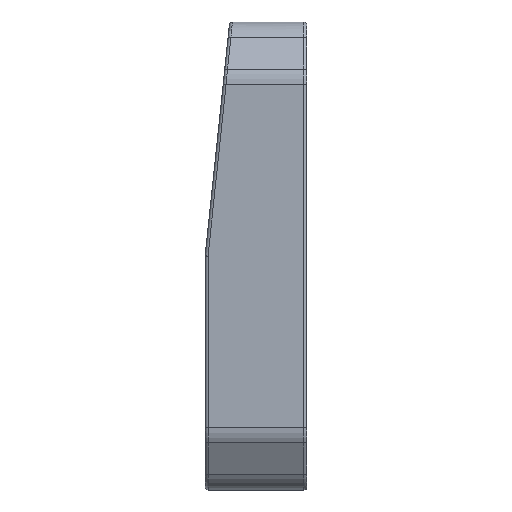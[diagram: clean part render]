
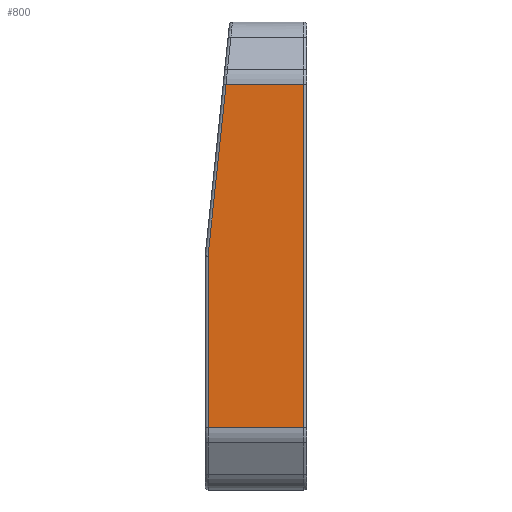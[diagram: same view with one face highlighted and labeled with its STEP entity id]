
A CAD part, left-side view. The second image highlights one B-rep face of the part: STEP entity #800.
In plain terms, the highlighted planar face has unit normal (-1, 0, 0).
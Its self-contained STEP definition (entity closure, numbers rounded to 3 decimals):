
#34 = CARTESIAN_POINT ( 'NONE',  ( -82.812, -3.6, 29.327 ) ) ;
#54 = DIRECTION ( 'NONE',  ( 0., -1., 0. ) ) ;
#143 = CARTESIAN_POINT ( 'NONE',  ( -82.812, -3.6, -29.327 ) ) ;
#148 = CARTESIAN_POINT ( 'NONE',  ( -82.812, 12.803, -0.052 ) ) ;
#151 = VERTEX_POINT ( 'NONE', #1039 ) ;
#352 = DIRECTION ( 'NONE',  ( 0., 0.105, -0.995 ) ) ;
#400 = FACE_OUTER_BOUND ( 'NONE', #1723, .T. ) ;
#410 = VERTEX_POINT ( 'NONE', #34 ) ;
#444 = VECTOR ( 'NONE', #870, 1000. ) ;
#453 = VERTEX_POINT ( 'NONE', #143 ) ;
#566 = EDGE_CURVE ( 'NONE', #151, #453, #1253, .T. ) ;
#656 = CARTESIAN_POINT ( 'NONE',  ( -82.812, 12.8, -0.026 ) ) ;
#745 = ORIENTED_EDGE ( 'NONE', *, *, #566, .T. ) ;
#800 = ADVANCED_FACE ( 'NONE', ( #400 ), #813, .F. ) ;
#813 = PLANE ( 'NONE',  #1838 ) ;
#870 = DIRECTION ( 'NONE',  ( 0., 0., -1. ) ) ;
#984 = VECTOR ( 'NONE', #1421, 1000. ) ;
#1039 = CARTESIAN_POINT ( 'NONE',  ( -82.812, 12.8, -29.327 ) ) ;
#1158 = LINE ( 'NONE', #1689, #1986 ) ;
#1215 = EDGE_CURVE ( 'NONE', #2000, #410, #2166, .T. ) ;
#1228 = CARTESIAN_POINT ( 'NONE',  ( -82.812, 13.3, 29.327 ) ) ;
#1253 = LINE ( 'NONE', #1599, #984 ) ;
#1260 = CARTESIAN_POINT ( 'NONE',  ( -82.812, 12.8, -29.327 ) ) ;
#1324 = EDGE_CURVE ( 'NONE', #2354, #151, #1445, .T. ) ;
#1370 = CARTESIAN_POINT ( 'NONE',  ( -82.812, 13.3, 0. ) ) ;
#1421 = DIRECTION ( 'NONE',  ( 0., -1., 0. ) ) ;
#1427 = LINE ( 'NONE', #148, #2034 ) ;
#1445 = LINE ( 'NONE', #1260, #444 ) ;
#1599 = CARTESIAN_POINT ( 'NONE',  ( -82.812, 13.3, -29.327 ) ) ;
#1603 = ORIENTED_EDGE ( 'NONE', *, *, #1324, .T. ) ;
#1604 = CARTESIAN_POINT ( 'NONE',  ( -82.812, 9.715, 29.327 ) ) ;
#1689 = CARTESIAN_POINT ( 'NONE',  ( -82.812, -3.6, 0. ) ) ;
#1704 = DIRECTION ( 'NONE',  ( 1., 0., 0. ) ) ;
#1717 = DIRECTION ( 'NONE',  ( 0., 0., -1. ) ) ;
#1723 = EDGE_LOOP ( 'NONE', ( #745, #1850, #2201, #2284, #1603 ) ) ;
#1838 = AXIS2_PLACEMENT_3D ( 'NONE', #1370, #1704, #1717 ) ;
#1850 = ORIENTED_EDGE ( 'NONE', *, *, #2269, .T. ) ;
#1986 = VECTOR ( 'NONE', #2439, 1000. ) ;
#2000 = VERTEX_POINT ( 'NONE', #1604 ) ;
#2034 = VECTOR ( 'NONE', #352, 1000. ) ;
#2093 = EDGE_CURVE ( 'NONE', #2000, #2354, #1427, .T. ) ;
#2166 = LINE ( 'NONE', #1228, #2265 ) ;
#2201 = ORIENTED_EDGE ( 'NONE', *, *, #1215, .F. ) ;
#2265 = VECTOR ( 'NONE', #54, 1000. ) ;
#2269 = EDGE_CURVE ( 'NONE', #453, #410, #1158, .T. ) ;
#2284 = ORIENTED_EDGE ( 'NONE', *, *, #2093, .T. ) ;
#2354 = VERTEX_POINT ( 'NONE', #656 ) ;
#2439 = DIRECTION ( 'NONE',  ( 0., 0., 1. ) ) ;
